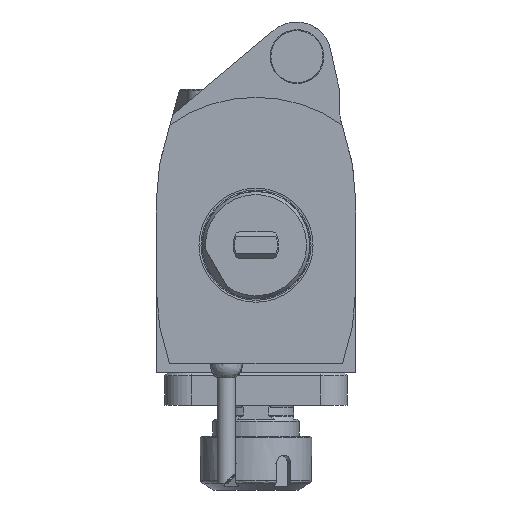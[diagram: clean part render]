
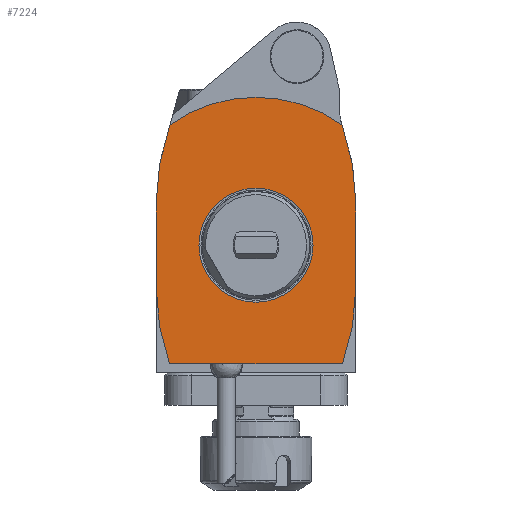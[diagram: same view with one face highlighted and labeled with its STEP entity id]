
A CAD part, front view. The second image highlights one B-rep face of the part: STEP entity #7224.
In plain terms, the highlighted planar face has unit normal (0, -1, 0).
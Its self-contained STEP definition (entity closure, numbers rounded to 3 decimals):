
#32 = PLANE ( 'NONE',  #11437 ) ;
#393 = CARTESIAN_POINT ( 'NONE',  ( 41.003, -130., 10.987 ) ) ;
#642 = VERTEX_POINT ( 'NONE', #17786 ) ;
#691 = CARTESIAN_POINT ( 'NONE',  ( 41.003, -130., -10.987 ) ) ;
#713 = DIRECTION ( 'NONE',  ( 0., 1., 0. ) ) ;
#834 = LINE ( 'NONE', #5228, #15586 ) ;
#1256 = VERTEX_POINT ( 'NONE', #22453 ) ;
#1307 = DIRECTION ( 'NONE',  ( -0.259, 0., -0.966 ) ) ;
#1421 = DIRECTION ( 'NONE',  ( 0., 1., 0. ) ) ;
#1537 = CARTESIAN_POINT ( 'NONE',  ( -31.952, -130., 44.767 ) ) ;
#1541 = VECTOR ( 'NONE', #4361, 1000. ) ;
#1601 = VERTEX_POINT ( 'NONE', #1537 ) ;
#1722 = CARTESIAN_POINT ( 'NONE',  ( 0., -130., 21.2 ) ) ;
#1739 = VECTOR ( 'NONE', #19668, 1000. ) ;
#2456 = LINE ( 'NONE', #691, #11469 ) ;
#2510 = CARTESIAN_POINT ( 'NONE',  ( 0., -130., -44. ) ) ;
#2520 = ORIENTED_EDGE ( 'NONE', *, *, #20679, .F. ) ;
#2571 = VERTEX_POINT ( 'NONE', #5800 ) ;
#3144 = CIRCLE ( 'NONE', #7040, 21.2 ) ;
#3372 = LINE ( 'NONE', #18323, #23888 ) ;
#3517 = CARTESIAN_POINT ( 'NONE',  ( 0., -130., 0. ) ) ;
#4065 = ORIENTED_EDGE ( 'NONE', *, *, #23405, .T. ) ;
#4282 = CARTESIAN_POINT ( 'NONE',  ( 35.867, -130., 30.155 ) ) ;
#4361 = DIRECTION ( 'NONE',  ( -1., 0., 0. ) ) ;
#4585 = DIRECTION ( 'NONE',  ( 0., 0., -1. ) ) ;
#4966 = ORIENTED_EDGE ( 'NONE', *, *, #15602, .T. ) ;
#5121 = ORIENTED_EDGE ( 'NONE', *, *, #12990, .T. ) ;
#5228 = CARTESIAN_POINT ( 'NONE',  ( -41.003, -130., 10.987 ) ) ;
#5340 = CARTESIAN_POINT ( 'NONE',  ( -37., -130., 17.21 ) ) ;
#5452 = VERTEX_POINT ( 'NONE', #4282 ) ;
#5800 = CARTESIAN_POINT ( 'NONE',  ( 37., -130., 17.21 ) ) ;
#6417 = EDGE_LOOP ( 'NONE', ( #10676, #24513, #16748, #4966, #14421, #18640, #2520, #22878, #18760, #21689, #21747, #4065 ) ) ;
#7040 = AXIS2_PLACEMENT_3D ( 'NONE', #23723, #713, #4585 ) ;
#7224 = ADVANCED_FACE ( 'NONE', ( #20810, #11753 ), #32, .F. ) ;
#7418 = DIRECTION ( 'NONE',  ( 0., 1., 0. ) ) ;
#7672 = VECTOR ( 'NONE', #12216, 1000. ) ;
#7995 = CARTESIAN_POINT ( 'NONE',  ( -38.213, -130., -3.343 ) ) ;
#8028 = LINE ( 'NONE', #7995, #9228 ) ;
#8136 = LINE ( 'NONE', #11054, #12677 ) ;
#8207 = DIRECTION ( 'NONE',  ( 0.259, 0., -0.966 ) ) ;
#8972 = VERTEX_POINT ( 'NONE', #9382 ) ;
#9228 = VECTOR ( 'NONE', #13893, 1000. ) ;
#9364 = CARTESIAN_POINT ( 'NONE',  ( 38.213, -130., -3.343 ) ) ;
#9382 = CARTESIAN_POINT ( 'NONE',  ( 31.952, -130., 44.767 ) ) ;
#9769 = DIRECTION ( 'NONE',  ( 0.087, 0., 0.996 ) ) ;
#9903 = VECTOR ( 'NONE', #10749, 1000. ) ;
#10087 = LINE ( 'NONE', #19949, #7672 ) ;
#10676 = ORIENTED_EDGE ( 'NONE', *, *, #17557, .F. ) ;
#10725 = DIRECTION ( 'NONE',  ( -0.087, 0., -0.996 ) ) ;
#10749 = DIRECTION ( 'NONE',  ( -0.259, 0., 0.966 ) ) ;
#10798 = VERTEX_POINT ( 'NONE', #11829 ) ;
#11054 = CARTESIAN_POINT ( 'NONE',  ( -38.213, -130., 3.343 ) ) ;
#11149 = DIRECTION ( 'NONE',  ( 0., 0., -1. ) ) ;
#11437 = AXIS2_PLACEMENT_3D ( 'NONE', #1722, #7418, #24885 ) ;
#11469 = VECTOR ( 'NONE', #21913, 1000. ) ;
#11753 = FACE_OUTER_BOUND ( 'NONE', #6417, .T. ) ;
#11829 = CARTESIAN_POINT ( 'NONE',  ( 35.867, -130., -30.155 ) ) ;
#12216 = DIRECTION ( 'NONE',  ( 0.087, 0., -0.996 ) ) ;
#12493 = AXIS2_PLACEMENT_3D ( 'NONE', #3517, #1421, #11149 ) ;
#12677 = VECTOR ( 'NONE', #10725, 1000. ) ;
#12990 = EDGE_CURVE ( 'NONE', #16262, #16262, #3144, .T. ) ;
#13267 = EDGE_LOOP ( 'NONE', ( #5121 ) ) ;
#13893 = DIRECTION ( 'NONE',  ( -0.087, 0., 0.996 ) ) ;
#14251 = EDGE_CURVE ( 'NONE', #1256, #20520, #21433, .T. ) ;
#14421 = ORIENTED_EDGE ( 'NONE', *, *, #19764, .T. ) ;
#14601 = CARTESIAN_POINT ( 'NONE',  ( -37., -130., -17.21 ) ) ;
#14691 = CARTESIAN_POINT ( 'NONE',  ( -41.003, -130., -10.987 ) ) ;
#15183 = VERTEX_POINT ( 'NONE', #5340 ) ;
#15460 = EDGE_CURVE ( 'NONE', #20520, #18117, #20185, .T. ) ;
#15467 = CIRCLE ( 'NONE', #12493, 55. ) ;
#15514 = CARTESIAN_POINT ( 'NONE',  ( 0., -130., -21.2 ) ) ;
#15522 = CARTESIAN_POINT ( 'NONE',  ( -32.158, -130., -44. ) ) ;
#15586 = VECTOR ( 'NONE', #1307, 1000. ) ;
#15602 = EDGE_CURVE ( 'NONE', #1601, #15861, #834, .T. ) ;
#15861 = VERTEX_POINT ( 'NONE', #23060 ) ;
#16262 = VERTEX_POINT ( 'NONE', #15514 ) ;
#16748 = ORIENTED_EDGE ( 'NONE', *, *, #18991, .F. ) ;
#16986 = VECTOR ( 'NONE', #9769, 1000. ) ;
#17557 = EDGE_CURVE ( 'NONE', #5452, #2571, #10087, .T. ) ;
#17786 = CARTESIAN_POINT ( 'NONE',  ( 37., -130., -17.21 ) ) ;
#17839 = EDGE_CURVE ( 'NONE', #10798, #642, #19681, .T. ) ;
#18117 = VERTEX_POINT ( 'NONE', #20742 ) ;
#18323 = CARTESIAN_POINT ( 'NONE',  ( 37., -130., 0. ) ) ;
#18640 = ORIENTED_EDGE ( 'NONE', *, *, #20164, .F. ) ;
#18760 = ORIENTED_EDGE ( 'NONE', *, *, #14251, .F. ) ;
#18991 = EDGE_CURVE ( 'NONE', #1601, #8972, #15467, .T. ) ;
#19668 = DIRECTION ( 'NONE',  ( 0., 0., 1. ) ) ;
#19681 = LINE ( 'NONE', #9364, #16986 ) ;
#19764 = EDGE_CURVE ( 'NONE', #15861, #15183, #8136, .T. ) ;
#19879 = VECTOR ( 'NONE', #8207, 1000. ) ;
#19881 = EDGE_CURVE ( 'NONE', #8972, #5452, #20513, .T. ) ;
#19949 = CARTESIAN_POINT ( 'NONE',  ( 38.213, -130., 3.343 ) ) ;
#20164 = EDGE_CURVE ( 'NONE', #22052, #15183, #22234, .T. ) ;
#20185 = LINE ( 'NONE', #14691, #9903 ) ;
#20354 = DIRECTION ( 'NONE',  ( 0., 0., 1. ) ) ;
#20513 = LINE ( 'NONE', #393, #19879 ) ;
#20520 = VERTEX_POINT ( 'NONE', #15522 ) ;
#20679 = EDGE_CURVE ( 'NONE', #18117, #22052, #8028, .T. ) ;
#20742 = CARTESIAN_POINT ( 'NONE',  ( -35.867, -130., -30.155 ) ) ;
#20810 = FACE_BOUND ( 'NONE', #13267, .T. ) ;
#21433 = LINE ( 'NONE', #2510, #1541 ) ;
#21689 = ORIENTED_EDGE ( 'NONE', *, *, #23757, .T. ) ;
#21747 = ORIENTED_EDGE ( 'NONE', *, *, #17839, .T. ) ;
#21913 = DIRECTION ( 'NONE',  ( 0.259, 0., 0.966 ) ) ;
#22052 = VERTEX_POINT ( 'NONE', #14601 ) ;
#22234 = LINE ( 'NONE', #24852, #1739 ) ;
#22453 = CARTESIAN_POINT ( 'NONE',  ( 32.158, -130., -44. ) ) ;
#22878 = ORIENTED_EDGE ( 'NONE', *, *, #15460, .F. ) ;
#23060 = CARTESIAN_POINT ( 'NONE',  ( -35.867, -130., 30.155 ) ) ;
#23405 = EDGE_CURVE ( 'NONE', #642, #2571, #3372, .T. ) ;
#23723 = CARTESIAN_POINT ( 'NONE',  ( 0., -130., 0. ) ) ;
#23757 = EDGE_CURVE ( 'NONE', #1256, #10798, #2456, .T. ) ;
#23888 = VECTOR ( 'NONE', #20354, 1000. ) ;
#24513 = ORIENTED_EDGE ( 'NONE', *, *, #19881, .F. ) ;
#24852 = CARTESIAN_POINT ( 'NONE',  ( -37., -130., 0. ) ) ;
#24885 = DIRECTION ( 'NONE',  ( 0., 0., -1. ) ) ;
